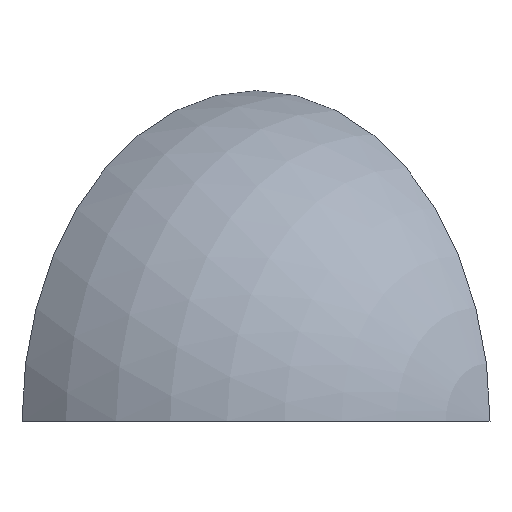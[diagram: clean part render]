
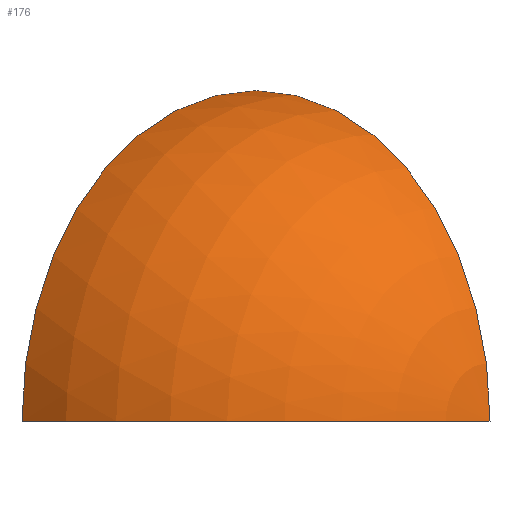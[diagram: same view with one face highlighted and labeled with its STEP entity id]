
A CAD part, top view. The second image highlights one B-rep face of the part: STEP entity #176.
In plain terms, the highlighted spherical face has radius 53.975 mm.
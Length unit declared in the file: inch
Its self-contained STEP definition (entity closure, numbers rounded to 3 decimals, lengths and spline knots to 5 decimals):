
#6 = CARTESIAN_POINT ( 'NONE',  ( 0., 0.71079, -1.41421 ) ) ;
#8 = DIRECTION ( 'NONE',  ( 0., 0., 1. ) ) ;
#11 = CIRCLE ( 'NONE', #52, 2.125 ) ;
#19 = CARTESIAN_POINT ( 'NONE',  ( 0., -1.41421, -1.41421 ) ) ;
#20 = CARTESIAN_POINT ( 'NONE',  ( 1.5026, -1.41421, 0.08839 ) ) ;
#31 = ORIENTED_EDGE ( 'NONE', *, *, #105, .F. ) ;
#35 = SPHERICAL_SURFACE ( 'NONE', #95, 2.125 ) ;
#44 = VERTEX_POINT ( 'NONE', #6 ) ;
#49 = DIRECTION ( 'NONE',  ( 0.707, 0., 0.707 ) ) ;
#52 = AXIS2_PLACEMENT_3D ( 'NONE', #19, #155, #138 ) ;
#58 = VERTEX_POINT ( 'NONE', #20 ) ;
#64 = AXIS2_PLACEMENT_3D ( 'NONE', #140, #66, #49 ) ;
#66 = DIRECTION ( 'NONE',  ( 0.707, 0., -0.707 ) ) ;
#67 = FACE_OUTER_BOUND ( 'NONE', #118, .T. ) ;
#68 = CARTESIAN_POINT ( 'NONE',  ( 0., -1.41421, -1.41421 ) ) ;
#82 = ORIENTED_EDGE ( 'NONE', *, *, #113, .T. ) ;
#90 = CARTESIAN_POINT ( 'NONE',  ( -1.5026, -1.41421, 0.08839 ) ) ;
#95 = AXIS2_PLACEMENT_3D ( 'NONE', #203, #170, #104 ) ;
#102 = CIRCLE ( 'NONE', #64, 2.125 ) ;
#104 = DIRECTION ( 'NONE',  ( -0.707, 0., 0.707 ) ) ;
#105 = EDGE_CURVE ( 'NONE', #44, #58, #102, .T. ) ;
#113 = EDGE_CURVE ( 'NONE', #44, #182, #11, .T. ) ;
#117 = ORIENTED_EDGE ( 'NONE', *, *, #211, .T. ) ;
#118 = EDGE_LOOP ( 'NONE', ( #31, #82, #117 ) ) ;
#138 = DIRECTION ( 'NONE',  ( -0.707, 0., 0.707 ) ) ;
#140 = CARTESIAN_POINT ( 'NONE',  ( 0., -1.41421, -1.41421 ) ) ;
#155 = DIRECTION ( 'NONE',  ( 0.707, 0., 0.707 ) ) ;
#170 = DIRECTION ( 'NONE',  ( 0.707, 0., 0.707 ) ) ;
#176 = ADVANCED_FACE ( 'NONE', ( #67 ), #35, .T. ) ;
#182 = VERTEX_POINT ( 'NONE', #90 ) ;
#185 = DIRECTION ( 'NONE',  ( 0., 1., 0. ) ) ;
#187 = CIRCLE ( 'NONE', #195, 2.125 ) ;
#195 = AXIS2_PLACEMENT_3D ( 'NONE', #68, #185, #8 ) ;
#203 = CARTESIAN_POINT ( 'NONE',  ( 0., -1.41421, -1.41421 ) ) ;
#211 = EDGE_CURVE ( 'NONE', #182, #58, #187, .T. ) ;
